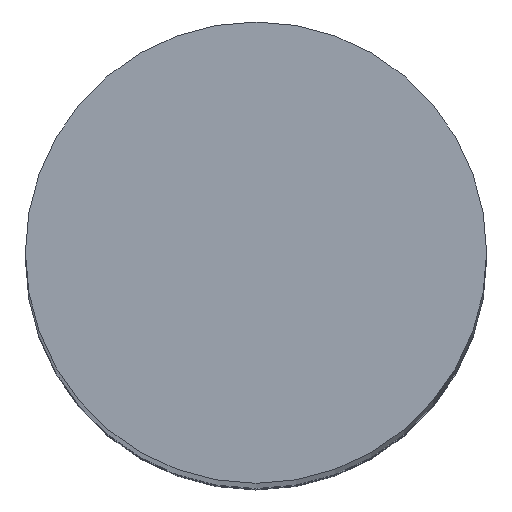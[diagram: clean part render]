
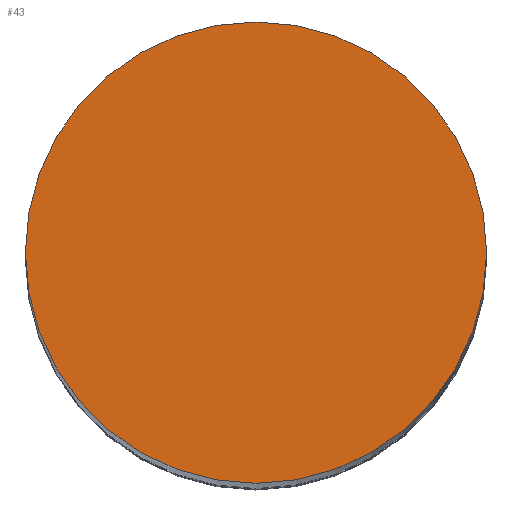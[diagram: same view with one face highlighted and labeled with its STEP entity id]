
A CAD part, top view. The second image highlights one B-rep face of the part: STEP entity #43.
In plain terms, the highlighted planar face has unit normal (0, 0, 1).
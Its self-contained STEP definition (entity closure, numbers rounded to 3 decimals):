
#40=FACE_OUTER_BOUND('',#75,.T.);
#43=ADVANCED_FACE('',(#40),#53,.T.);
#53=PLANE('',#173);
#75=EDGE_LOOP('',(#93));
#93=ORIENTED_EDGE('',*,*,#120,.F.);
#111=VERTEX_POINT('',#247);
#120=EDGE_CURVE('',#111,#111,#129,.T.);
#129=CIRCLE('',#172,6.);
#172=AXIS2_PLACEMENT_3D('',#246,#202,#203);
#173=AXIS2_PLACEMENT_3D('',#248,#204,#205);
#202=DIRECTION('',(0.,0.,-1.));
#203=DIRECTION('',(1.,0.,0.));
#204=DIRECTION('',(0.,0.,1.));
#205=DIRECTION('',(1.,0.,0.));
#246=CARTESIAN_POINT('',(0.,0.,0.));
#247=CARTESIAN_POINT('',(6.,0.,0.));
#248=CARTESIAN_POINT('',(0.,0.,0.));
